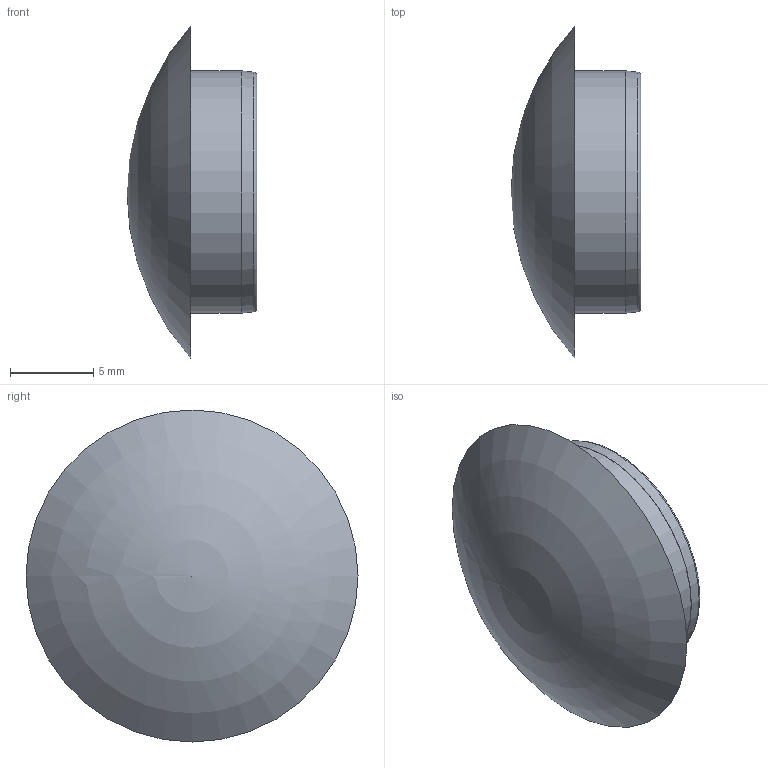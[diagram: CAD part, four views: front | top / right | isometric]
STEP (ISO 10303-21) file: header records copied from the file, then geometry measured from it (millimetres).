
FILE_DESCRIPTION(('FreeCAD Model'),'2;1');
FILE_NAME('Open CASCADE Shape Model','2024-03-20T10:07:36',(''),(''), 'Open CASCADE STEP processor 7.6','FreeCAD','Unknown');
FILE_SCHEMA(('AUTOMOTIVE_DESIGN { 1 0 10303 214 1 1 1 1 }'));
Length unit declared in the file: millimetre
Products named in the file (1): STI8-BPD15
Bounding box: 7.82 x 20 x 20 mm (x, y, z)
Volume: 834 mm3; surface area: 991.4 mm2
Topology: 1 solids, 1 shells, 9 faces, 16 edges, 10 vertices
Faces by surface type: plane 3, torus 2, cone 2, sphere 1, cylinder 1
Full cylindrical faces by diameter (mm): 14.6 x1
Entity records: 500 total; most frequent: CARTESIAN_POINT 163, DIRECTION 61, ORIENTED_EDGE 30, PCURVE 30, DEFINITIONAL_REPRESENTATION 30, LINE 22, VECTOR 22, AXIS2_PLACEMENT_3D 19
